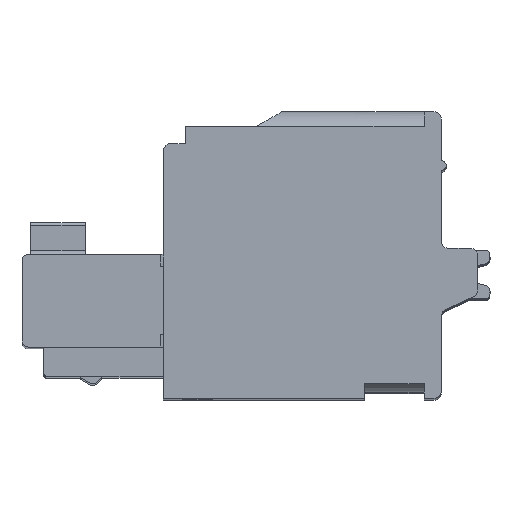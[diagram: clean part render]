
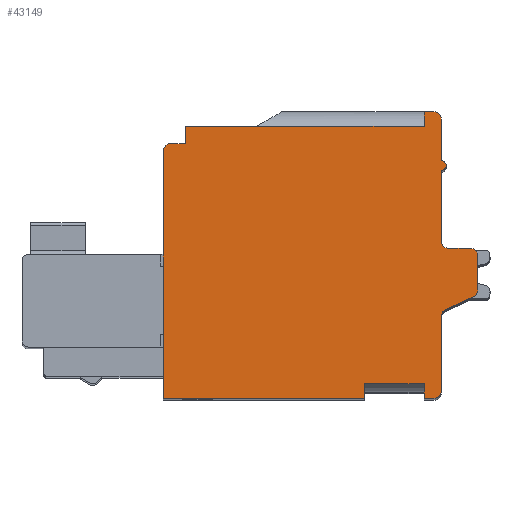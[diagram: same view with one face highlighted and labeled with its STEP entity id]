
A CAD part, top view. The second image highlights one B-rep face of the part: STEP entity #43149.
In plain terms, the highlighted planar face has unit normal (0, 0, 1).
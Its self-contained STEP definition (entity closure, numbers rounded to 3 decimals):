
#355=CARTESIAN_POINT('',(0.7,9.55,25.));
#356=DIRECTION('',(0.,0.,1.));
#357=DIRECTION('',(0.,-1.,0.));
#358=AXIS2_PLACEMENT_3D('',#355,#356,#357);
#517=DIRECTION('',(0.,1.,0.));
#518=VECTOR('',#517,2.9);
#519=CARTESIAN_POINT('',(0.7,6.45,25.));
#520=LINE('',#519,#518);
#877=DIRECTION('',(0.,1.,0.));
#878=VECTOR('',#877,3.059);
#879=CARTESIAN_POINT('',(0.7,0.3,25.));
#880=LINE('',#879,#878);
#3326=DIRECTION('',(0.,-1.,0.));
#3327=VECTOR('',#3326,0.6);
#3328=CARTESIAN_POINT('',(0.,0.6,25.));
#3329=LINE('',#3328,#3327);
#9249=DIRECTION('',(0.,-1.,0.));
#9250=VECTOR('',#9249,0.7);
#9251=CARTESIAN_POINT('',(-9.8,11.15,25.));
#9252=LINE('',#9251,#9250);
#9361=DIRECTION('',(-1.,0.,0.));
#9362=VECTOR('',#9361,9.8);
#9363=CARTESIAN_POINT('',(0.,11.15,25.));
#9364=LINE('',#9363,#9362);
#10347=DIRECTION('',(0.,1.,0.));
#10348=VECTOR('',#10347,10.15);
#10349=CARTESIAN_POINT('',(-10.7,0.,25.));
#10350=LINE('',#10349,#10348);
#10351=CARTESIAN_POINT('',(-10.4,10.15,25.));
#10352=DIRECTION('',(0.,0.,-1.));
#10353=DIRECTION('',(-1.,0.,0.));
#10354=AXIS2_PLACEMENT_3D('',#10351,#10352,#10353);
#10356=DIRECTION('',(1.,0.,0.));
#10357=VECTOR('',#10356,0.6);
#10358=CARTESIAN_POINT('',(-10.4,10.45,25.));
#10359=LINE('',#10358,#10357);
#10360=DIRECTION('',(1.,0.,0.));
#10361=VECTOR('',#10360,0.4);
#10362=CARTESIAN_POINT('',(0.,11.75,25.));
#10363=LINE('',#10362,#10361);
#10364=CARTESIAN_POINT('',(0.4,11.45,25.));
#10365=DIRECTION('',(0.,0.,-1.));
#10366=DIRECTION('',(0.,1.,0.));
#10367=AXIS2_PLACEMENT_3D('',#10364,#10365,#10366);
#10369=DIRECTION('',(0.,-1.,0.));
#10370=VECTOR('',#10369,1.7);
#10371=CARTESIAN_POINT('',(0.7,11.45,25.));
#10372=LINE('',#10371,#10370);
#10373=CARTESIAN_POINT('',(1.,6.45,25.));
#10374=DIRECTION('',(0.,0.,1.));
#10375=DIRECTION('',(-1.,0.,0.));
#10376=AXIS2_PLACEMENT_3D('',#10373,#10374,#10375);
#10378=DIRECTION('',(1.,0.,0.));
#10379=VECTOR('',#10378,0.9);
#10380=CARTESIAN_POINT('',(1.,6.15,25.));
#10381=LINE('',#10380,#10379);
#10382=CARTESIAN_POINT('',(1.9,5.85,25.));
#10383=DIRECTION('',(0.,0.,-1.));
#10384=DIRECTION('',(0.,1.,0.));
#10385=AXIS2_PLACEMENT_3D('',#10382,#10383,#10384);
#10387=DIRECTION('',(0.,-1.,0.));
#10388=VECTOR('',#10387,1.409);
#10389=CARTESIAN_POINT('',(2.2,5.85,25.));
#10390=LINE('',#10389,#10388);
#10391=CARTESIAN_POINT('',(1.9,4.441,25.));
#10392=DIRECTION('',(0.,0.,-1.));
#10393=DIRECTION('',(1.,0.,0.));
#10394=AXIS2_PLACEMENT_3D('',#10391,#10392,#10393);
#10396=DIRECTION('',(-0.906,-0.423,0.));
#10397=VECTOR('',#10396,1.273);
#10398=CARTESIAN_POINT('',(2.027,4.169,25.));
#10399=LINE('',#10398,#10397);
#10400=CARTESIAN_POINT('',(1.,3.359,25.));
#10401=DIRECTION('',(0.,0.,1.));
#10402=DIRECTION('',(-0.423,0.906,0.));
#10403=AXIS2_PLACEMENT_3D('',#10400,#10401,#10402);
#10405=CARTESIAN_POINT('',(0.4,0.3,25.));
#10406=DIRECTION('',(0.,0.,-1.));
#10407=DIRECTION('',(1.,0.,0.));
#10408=AXIS2_PLACEMENT_3D('',#10405,#10406,#10407);
#10410=DIRECTION('',(-1.,0.,0.));
#10411=VECTOR('',#10410,0.4);
#10412=CARTESIAN_POINT('',(0.4,0.,25.));
#10413=LINE('',#10412,#10411);
#10414=DIRECTION('',(0.,-1.,0.));
#10415=VECTOR('',#10414,0.6);
#10416=CARTESIAN_POINT('',(-2.45,0.6,25.));
#10417=LINE('',#10416,#10415);
#10418=DIRECTION('',(-1.,0.,0.));
#10419=VECTOR('',#10418,8.25);
#10420=CARTESIAN_POINT('',(-2.45,0.,25.));
#10421=LINE('',#10420,#10419);
#10653=DIRECTION('',(0.,-1.,0.));
#10654=VECTOR('',#10653,0.6);
#10655=CARTESIAN_POINT('',(0.,11.75,25.));
#10656=LINE('',#10655,#10654);
#10987=DIRECTION('',(1.,0.,0.));
#10988=VECTOR('',#10987,2.45);
#10989=CARTESIAN_POINT('',(-2.45,0.6,25.));
#10990=LINE('',#10989,#10988);
#29101=CARTESIAN_POINT('',(-2.45,0.,25.));
#29102=CARTESIAN_POINT('',(-10.7,0.,25.));
#29103=VERTEX_POINT('',#29101);
#29104=VERTEX_POINT('',#29102);
#29157=CARTESIAN_POINT('',(-10.7,10.15,25.));
#29158=VERTEX_POINT('',#29157);
#29299=CARTESIAN_POINT('',(-9.8,11.15,25.));
#29300=CARTESIAN_POINT('',(-9.8,10.45,25.));
#29301=VERTEX_POINT('',#29299);
#29302=VERTEX_POINT('',#29300);
#29319=CARTESIAN_POINT('',(0.,11.15,25.));
#29320=VERTEX_POINT('',#29319);
#29339=CARTESIAN_POINT('',(0.,11.75,25.));
#29340=CARTESIAN_POINT('',(0.4,11.75,25.));
#29341=VERTEX_POINT('',#29339);
#29342=VERTEX_POINT('',#29340);
#29343=CARTESIAN_POINT('',(0.7,11.45,25.));
#29344=VERTEX_POINT('',#29343);
#29353=CARTESIAN_POINT('',(0.7,9.75,25.));
#29354=VERTEX_POINT('',#29353);
#29363=CARTESIAN_POINT('',(0.7,6.45,25.));
#29364=VERTEX_POINT('',#29363);
#29365=CARTESIAN_POINT('',(0.7,9.35,25.));
#29366=VERTEX_POINT('',#29365);
#29381=CARTESIAN_POINT('',(0.7,0.3,25.));
#29382=CARTESIAN_POINT('',(0.7,3.359,25.));
#29383=VERTEX_POINT('',#29381);
#29384=VERTEX_POINT('',#29382);
#29419=CARTESIAN_POINT('',(0.4,0.,25.));
#29420=VERTEX_POINT('',#29419);
#29421=CARTESIAN_POINT('',(0.,0.,25.));
#29422=VERTEX_POINT('',#29421);
#29424=CARTESIAN_POINT('',(0.,0.6,25.));
#29426=VERTEX_POINT('',#29424);
#29431=CARTESIAN_POINT('',(-2.45,0.6,25.));
#29432=VERTEX_POINT('',#29431);
#29435=CARTESIAN_POINT('',(-10.4,10.45,25.));
#29436=VERTEX_POINT('',#29435);
#29437=CARTESIAN_POINT('',(1.,6.15,25.));
#29438=VERTEX_POINT('',#29437);
#29439=CARTESIAN_POINT('',(1.9,6.15,25.));
#29440=VERTEX_POINT('',#29439);
#29441=CARTESIAN_POINT('',(2.2,5.85,25.));
#29442=VERTEX_POINT('',#29441);
#29443=CARTESIAN_POINT('',(2.2,4.441,25.));
#29444=VERTEX_POINT('',#29443);
#29445=CARTESIAN_POINT('',(2.027,4.169,25.));
#29446=VERTEX_POINT('',#29445);
#29447=CARTESIAN_POINT('',(0.873,3.631,25.));
#29448=VERTEX_POINT('',#29447);
#43106=CARTESIAN_POINT('',(-1.384,8.507,25.));
#43107=DIRECTION('',(0.,0.,1.));
#43108=DIRECTION('',(1.,0.,0.));
#43109=AXIS2_PLACEMENT_3D('',#43106,#43107,#43108);
#43110=PLANE('',#43109);
#43111=ORIENTED_EDGE('',*,*,#35859,.T.);
#43113=ORIENTED_EDGE('',*,*,#43112,.T.);
#43115=ORIENTED_EDGE('',*,*,#43114,.T.);
#43116=ORIENTED_EDGE('',*,*,#41307,.F.);
#43117=ORIENTED_EDGE('',*,*,#41478,.F.);
#43119=ORIENTED_EDGE('',*,*,#43118,.F.);
#43120=ORIENTED_EDGE('',*,*,#43048,.T.);
#43121=ORIENTED_EDGE('',*,*,#43098,.T.);
#43122=ORIENTED_EDGE('',*,*,#29815,.T.);
#43123=ORIENTED_EDGE('',*,*,#29966,.F.);
#43124=ORIENTED_EDGE('',*,*,#30042,.F.);
#43126=ORIENTED_EDGE('',*,*,#43125,.T.);
#43128=ORIENTED_EDGE('',*,*,#43127,.T.);
#43130=ORIENTED_EDGE('',*,*,#43129,.T.);
#43132=ORIENTED_EDGE('',*,*,#43131,.T.);
#43134=ORIENTED_EDGE('',*,*,#43133,.T.);
#43136=ORIENTED_EDGE('',*,*,#43135,.T.);
#43138=ORIENTED_EDGE('',*,*,#43137,.T.);
#43139=ORIENTED_EDGE('',*,*,#30298,.F.);
#43140=ORIENTED_EDGE('',*,*,#32977,.T.);
#43141=ORIENTED_EDGE('',*,*,#32992,.T.);
#43142=ORIENTED_EDGE('',*,*,#33011,.F.);
#43144=ORIENTED_EDGE('',*,*,#43143,.F.);
#43145=ORIENTED_EDGE('',*,*,#33109,.T.);
#43146=ORIENTED_EDGE('',*,*,#33196,.T.);
#43147=EDGE_LOOP('',(#43111,#43113,#43115,#43116,#43117,#43119,#43120,#43121,
#43122,#43123,#43124,#43126,#43128,#43130,#43132,#43134,#43136,#43138,#43139,
#43140,#43141,#43142,#43144,#43145,#43146));
#43148=FACE_OUTER_BOUND('',#43147,.F.);
#359=CIRCLE('',#358,0.2);
#10355=CIRCLE('',#10354,0.3);
#10368=CIRCLE('',#10367,0.3);
#10377=CIRCLE('',#10376,0.3);
#10386=CIRCLE('',#10385,0.3);
#10395=CIRCLE('',#10394,0.3);
#10404=CIRCLE('',#10403,0.3);
#10409=CIRCLE('',#10408,0.3);
#29815=EDGE_CURVE('',#29344,#29354,#10372,.T.);
#29966=EDGE_CURVE('',#29366,#29354,#359,.T.);
#30042=EDGE_CURVE('',#29364,#29366,#520,.T.);
#30298=EDGE_CURVE('',#29383,#29384,#880,.T.);
#32977=EDGE_CURVE('',#29383,#29420,#10409,.T.);
#32992=EDGE_CURVE('',#29420,#29422,#10413,.T.);
#33011=EDGE_CURVE('',#29426,#29422,#3329,.T.);
#33109=EDGE_CURVE('',#29432,#29103,#10417,.T.);
#33196=EDGE_CURVE('',#29103,#29104,#10421,.T.);
#35859=EDGE_CURVE('',#29104,#29158,#10350,.T.);
#41307=EDGE_CURVE('',#29301,#29302,#9252,.T.);
#41478=EDGE_CURVE('',#29320,#29301,#9364,.T.);
#43048=EDGE_CURVE('',#29341,#29342,#10363,.T.);
#43098=EDGE_CURVE('',#29342,#29344,#10368,.T.);
#43112=EDGE_CURVE('',#29158,#29436,#10355,.T.);
#43114=EDGE_CURVE('',#29436,#29302,#10359,.T.);
#43118=EDGE_CURVE('',#29341,#29320,#10656,.T.);
#43125=EDGE_CURVE('',#29364,#29438,#10377,.T.);
#43127=EDGE_CURVE('',#29438,#29440,#10381,.T.);
#43129=EDGE_CURVE('',#29440,#29442,#10386,.T.);
#43131=EDGE_CURVE('',#29442,#29444,#10390,.T.);
#43133=EDGE_CURVE('',#29444,#29446,#10395,.T.);
#43135=EDGE_CURVE('',#29446,#29448,#10399,.T.);
#43137=EDGE_CURVE('',#29448,#29384,#10404,.T.);
#43143=EDGE_CURVE('',#29432,#29426,#10990,.T.);
#43149=ADVANCED_FACE('',(#43148),#43110,.T.);
